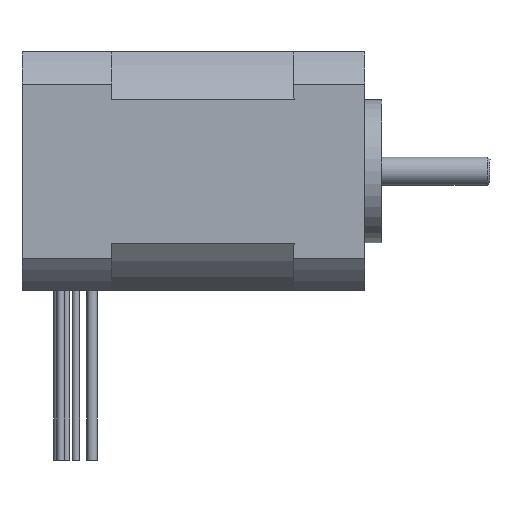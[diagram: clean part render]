
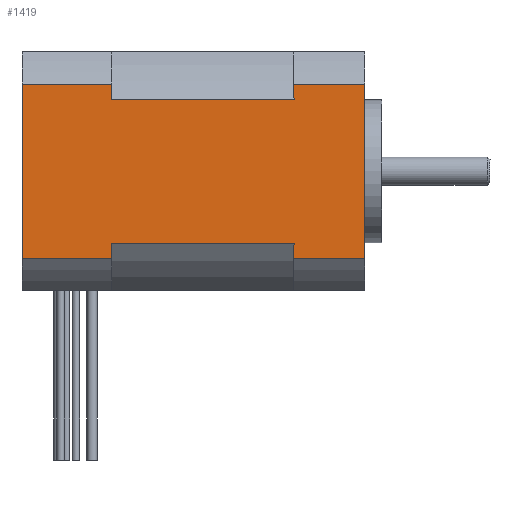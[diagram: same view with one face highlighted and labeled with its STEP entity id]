
A CAD part, left-side view. The second image highlights one B-rep face of the part: STEP entity #1419.
In plain terms, the highlighted planar face has unit normal (-1, 0, 0).
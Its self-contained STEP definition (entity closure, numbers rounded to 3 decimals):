
#111=FACE_OUTER_BOUND('',#197,.T.);
#197=EDGE_LOOP('',(#1072,#1073,#1074,#1075,#1076,#1077,#1078,#1079,#1080,
#1081,#1082,#1083,#1084,#1085));
#273=LINE('',#2215,#361);
#288=LINE('',#2277,#376);
#291=LINE('',#2293,#379);
#293=LINE('',#2300,#381);
#316=LINE('',#2366,#404);
#317=LINE('',#2376,#405);
#318=LINE('',#2381,#406);
#319=LINE('',#2383,#407);
#320=LINE('',#2384,#408);
#321=LINE('',#2386,#409);
#322=LINE('',#2388,#410);
#323=LINE('',#2389,#411);
#361=VECTOR('',#1712,30.66);
#376=VECTOR('',#1765,32.2);
#379=VECTOR('',#1780,2.71);
#381=VECTOR('',#1788,2.71);
#404=VECTOR('',#1851,2.326);
#405=VECTOR('',#1866,2.326);
#406=VECTOR('',#1873,32.2);
#407=VECTOR('',#1876,12.5);
#408=VECTOR('',#1877,12.5);
#409=VECTOR('',#1878,15.8);
#410=VECTOR('',#1879,30.66);
#411=VECTOR('',#1880,15.8);
#488=CIRCLE('',#1556,48.334);
#489=CIRCLE('',#1558,48.332);
#577=VERTEX_POINT('',#2212);
#578=VERTEX_POINT('',#2214);
#605=VERTEX_POINT('',#2274);
#606=VERTEX_POINT('',#2276);
#612=VERTEX_POINT('',#2290);
#613=VERTEX_POINT('',#2292);
#615=VERTEX_POINT('',#2298);
#637=VERTEX_POINT('',#2363);
#638=VERTEX_POINT('',#2365);
#639=VERTEX_POINT('',#2372);
#640=VERTEX_POINT('',#2374);
#641=VERTEX_POINT('',#2380);
#642=VERTEX_POINT('',#2385);
#643=VERTEX_POINT('',#2387);
#737=EDGE_CURVE('',#578,#577,#273,.T.);
#768=EDGE_CURVE('',#606,#605,#288,.T.);
#775=EDGE_CURVE('',#613,#612,#291,.T.);
#779=EDGE_CURVE('',#605,#615,#293,.T.);
#813=EDGE_CURVE('',#637,#638,#316,.T.);
#819=EDGE_CURVE('',#640,#639,#317,.T.);
#820=EDGE_CURVE('',#637,#606,#488,.T.);
#821=EDGE_CURVE('',#641,#612,#318,.T.);
#822=EDGE_CURVE('',#641,#639,#489,.T.);
#823=EDGE_CURVE('',#640,#578,#319,.T.);
#824=EDGE_CURVE('',#577,#638,#320,.T.);
#825=EDGE_CURVE('',#615,#642,#321,.T.);
#826=EDGE_CURVE('',#643,#642,#322,.T.);
#827=EDGE_CURVE('',#613,#643,#323,.T.);
#1072=ORIENTED_EDGE('',*,*,#821,.F.);
#1073=ORIENTED_EDGE('',*,*,#822,.T.);
#1074=ORIENTED_EDGE('',*,*,#819,.F.);
#1075=ORIENTED_EDGE('',*,*,#823,.T.);
#1076=ORIENTED_EDGE('',*,*,#737,.T.);
#1077=ORIENTED_EDGE('',*,*,#824,.T.);
#1078=ORIENTED_EDGE('',*,*,#813,.F.);
#1079=ORIENTED_EDGE('',*,*,#820,.T.);
#1080=ORIENTED_EDGE('',*,*,#768,.T.);
#1081=ORIENTED_EDGE('',*,*,#779,.T.);
#1082=ORIENTED_EDGE('',*,*,#825,.T.);
#1083=ORIENTED_EDGE('',*,*,#826,.F.);
#1084=ORIENTED_EDGE('',*,*,#827,.F.);
#1085=ORIENTED_EDGE('',*,*,#775,.T.);
#1376=PLANE('',#1557);
#1419=ADVANCED_FACE('',(#111),#1376,.T.);
#1556=AXIS2_PLACEMENT_3D('',#2378,#1869,#1870);
#1557=AXIS2_PLACEMENT_3D('',#2379,#1871,#1872);
#1558=AXIS2_PLACEMENT_3D('',#2382,#1874,#1875);
#1712=DIRECTION('',(0.,0.,1.));
#1765=DIRECTION('',(0.,1.,0.));
#1780=DIRECTION('',(0.,0.,1.));
#1788=DIRECTION('',(0.,0.,1.));
#1851=DIRECTION('',(0.,0.,1.));
#1866=DIRECTION('',(0.,0.,1.));
#1869=DIRECTION('center_axis',(1.,0.001,-0.001));
#1870=DIRECTION('ref_axis',(0.001,-0.889,0.458));
#1871=DIRECTION('center_axis',(-1.,0.,0.));
#1872=DIRECTION('ref_axis',(0.,0.,1.));
#1873=DIRECTION('',(0.,1.,0.));
#1874=DIRECTION('center_axis',(1.,0.001,0.001));
#1875=DIRECTION('ref_axis',(0.001,-0.885,-0.466));
#1876=DIRECTION('',(0.,-1.,0.));
#1877=DIRECTION('',(0.,1.,0.));
#1878=DIRECTION('',(0.,1.,0.));
#1879=DIRECTION('',(0.,0.,1.));
#1880=DIRECTION('',(0.,1.,0.));
#2212=CARTESIAN_POINT('',(-21.,0.,15.33));
#2214=CARTESIAN_POINT('',(-21.,0.,-15.33));
#2215=CARTESIAN_POINT('',(-21.,0.,-15.33));
#2274=CARTESIAN_POINT('',(-21.,44.5,12.62));
#2276=CARTESIAN_POINT('',(-21.,12.3,12.62));
#2277=CARTESIAN_POINT('',(-21.,12.3,12.62));
#2290=CARTESIAN_POINT('',(-21.,44.5,-12.62));
#2292=CARTESIAN_POINT('',(-21.,44.5,-15.33));
#2293=CARTESIAN_POINT('',(-21.,44.5,-15.33));
#2298=CARTESIAN_POINT('',(-21.,44.5,15.33));
#2300=CARTESIAN_POINT('',(-21.,44.5,12.62));
#2363=CARTESIAN_POINT('',(-21.,12.5,13.004));
#2365=CARTESIAN_POINT('',(-21.,12.5,15.33));
#2366=CARTESIAN_POINT('',(-21.,12.5,13.004));
#2372=CARTESIAN_POINT('',(-21.,12.5,-13.004));
#2374=CARTESIAN_POINT('',(-21.,12.5,-15.33));
#2376=CARTESIAN_POINT('',(-21.,12.5,-15.33));
#2378=CARTESIAN_POINT('Origin',(-21.063,55.268,-9.514));
#2379=CARTESIAN_POINT('Origin',(-21.,0.,-15.33));
#2380=CARTESIAN_POINT('',(-21.,12.3,-12.62));
#2381=CARTESIAN_POINT('',(-21.,12.3,-12.62));
#2382=CARTESIAN_POINT('Origin',(-21.065,55.266,9.513));
#2383=CARTESIAN_POINT('',(-21.,12.5,-15.33));
#2384=CARTESIAN_POINT('',(-21.,0.,15.33));
#2385=CARTESIAN_POINT('',(-21.,60.3,15.33));
#2386=CARTESIAN_POINT('',(-21.,44.5,15.33));
#2387=CARTESIAN_POINT('',(-21.,60.3,-15.33));
#2388=CARTESIAN_POINT('',(-21.,60.3,-15.33));
#2389=CARTESIAN_POINT('',(-21.,44.5,-15.33));
